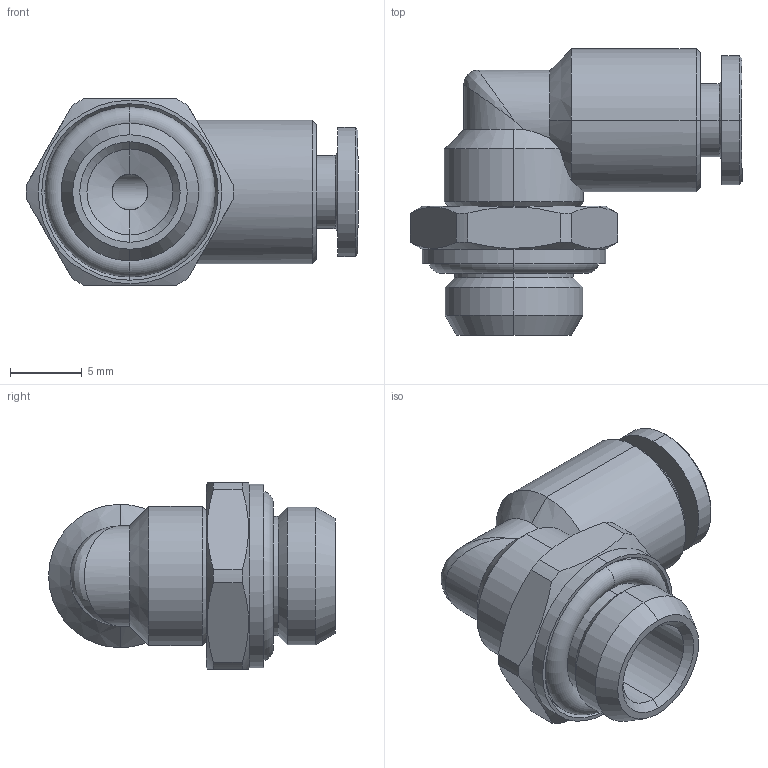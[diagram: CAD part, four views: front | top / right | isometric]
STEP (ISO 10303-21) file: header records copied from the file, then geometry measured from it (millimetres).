
FILE_DESCRIPTION (( 'STEP AP203' ), '1' );
FILE_NAME ('B0080011.STEP', '2012-08-23T08:40:30', ( '' ), ( 'sopra-pneumatic' ), 'SwSTEP 2.0', 'SolidWorks 2011', '' );
FILE_SCHEMA (( 'CONFIG_CONTROL_DESIGN' ));
Length unit declared in the file: millimetre
Products named in the file (1): B0080011
Bounding box: 23.15 x 20 x 13 mm (x, y, z)
Volume: 1838.1 mm3; surface area: 1902 mm2
Topology: 2 solids, 4 shells, 92 faces, 208 edges, 126 vertices
Faces by surface type: cylinder 35, cone 32, plane 20, torus 4, bspline 1
Entity records: 2808 total; most frequent: CARTESIAN_POINT 674, DIRECTION 455, ORIENTED_EDGE 412, EDGE_CURVE 206, AXIS2_PLACEMENT_3D 189, VERTEX_POINT 126, EDGE_LOOP 100, CIRCLE 97
